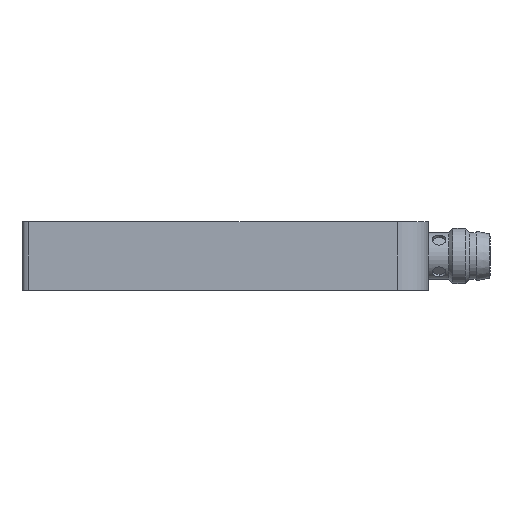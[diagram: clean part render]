
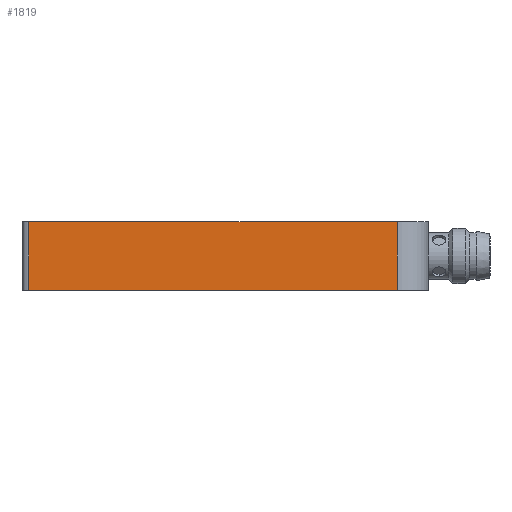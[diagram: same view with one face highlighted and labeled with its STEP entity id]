
A CAD part, front view. The second image highlights one B-rep face of the part: STEP entity #1819.
In plain terms, the highlighted planar face has unit normal (0, -1, 0).
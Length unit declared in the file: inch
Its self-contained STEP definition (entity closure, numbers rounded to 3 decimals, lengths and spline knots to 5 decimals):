
#75 = DIRECTION ( 'NONE',  ( 0., -1., 0. ) ) ;
#108 = PLANE ( 'NONE',  #403 ) ;
#236 = VECTOR ( 'NONE', #1441, 39.37008 ) ;
#309 = EDGE_CURVE ( 'NONE', #730, #1422, #1808, .T. ) ;
#336 = DIRECTION ( 'NONE',  ( 0., 0., 1. ) ) ;
#357 = CARTESIAN_POINT ( 'NONE',  ( 2.14567, -0.47244, 0.19685 ) ) ;
#361 = EDGE_CURVE ( 'NONE', #417, #1701, #2218, .T. ) ;
#401 = CARTESIAN_POINT ( 'NONE',  ( 0., -0.47244, 0.19685 ) ) ;
#403 = AXIS2_PLACEMENT_3D ( 'NONE', #401, #75, #2540 ) ;
#417 = VERTEX_POINT ( 'NONE', #425 ) ;
#425 = CARTESIAN_POINT ( 'NONE',  ( 2.14567, -0.47244, -0.19685 ) ) ;
#453 = DIRECTION ( 'NONE',  ( -1., 0., 0. ) ) ;
#484 = ORIENTED_EDGE ( 'NONE', *, *, #361, .F. ) ;
#607 = VECTOR ( 'NONE', #1062, 39.37008 ) ;
#701 = LINE ( 'NONE', #357, #772 ) ;
#708 = VECTOR ( 'NONE', #453, 39.37008 ) ;
#720 = CARTESIAN_POINT ( 'NONE',  ( 2.14567, -0.47244, 0.19685 ) ) ;
#729 = EDGE_LOOP ( 'NONE', ( #484, #2440, #2139, #1811 ) ) ;
#730 = VERTEX_POINT ( 'NONE', #1563 ) ;
#772 = VECTOR ( 'NONE', #336, 39.37008 ) ;
#1062 = DIRECTION ( 'NONE',  ( 0., 0., -1. ) ) ;
#1108 = LINE ( 'NONE', #2517, #607 ) ;
#1422 = VERTEX_POINT ( 'NONE', #720 ) ;
#1441 = DIRECTION ( 'NONE',  ( 1., 0., 0. ) ) ;
#1511 = CARTESIAN_POINT ( 'NONE',  ( 0., -0.47244, 0.19685 ) ) ;
#1563 = CARTESIAN_POINT ( 'NONE',  ( 0.03937, -0.47244, 0.19685 ) ) ;
#1701 = VERTEX_POINT ( 'NONE', #1781 ) ;
#1741 = FACE_OUTER_BOUND ( 'NONE', #729, .T. ) ;
#1781 = CARTESIAN_POINT ( 'NONE',  ( 0.03937, -0.47244, -0.19685 ) ) ;
#1806 = EDGE_CURVE ( 'NONE', #417, #1422, #701, .T. ) ;
#1808 = LINE ( 'NONE', #1511, #236 ) ;
#1811 = ORIENTED_EDGE ( 'NONE', *, *, #2533, .T. ) ;
#1819 = ADVANCED_FACE ( 'NONE', ( #1741 ), #108, .T. ) ;
#2139 = ORIENTED_EDGE ( 'NONE', *, *, #309, .F. ) ;
#2148 = CARTESIAN_POINT ( 'NONE',  ( 0., -0.47244, -0.19685 ) ) ;
#2218 = LINE ( 'NONE', #2148, #708 ) ;
#2440 = ORIENTED_EDGE ( 'NONE', *, *, #1806, .T. ) ;
#2517 = CARTESIAN_POINT ( 'NONE',  ( 0.03937, -0.47244, -0.19685 ) ) ;
#2533 = EDGE_CURVE ( 'NONE', #730, #1701, #1108, .T. ) ;
#2540 = DIRECTION ( 'NONE',  ( 0., 0., -1. ) ) ;
